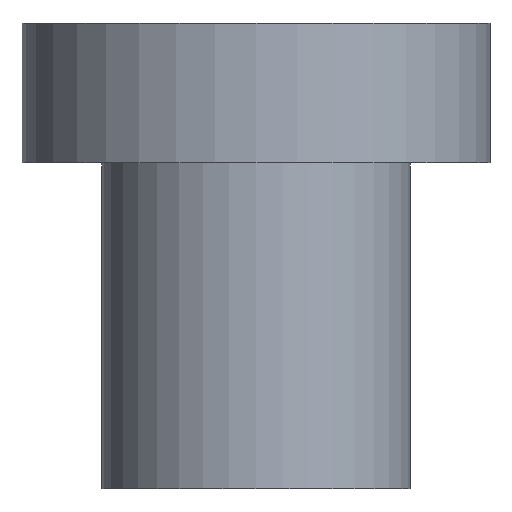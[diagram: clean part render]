
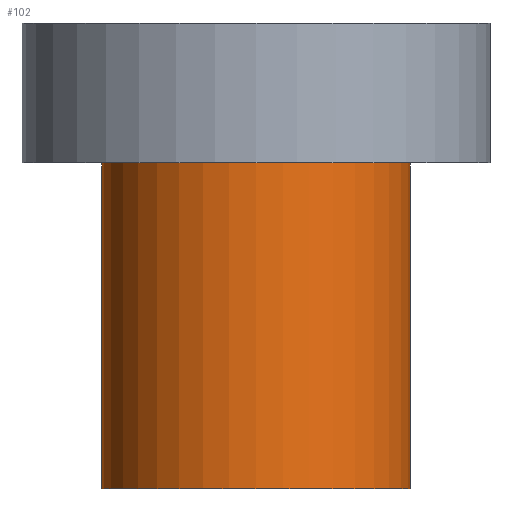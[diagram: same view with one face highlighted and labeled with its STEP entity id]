
A CAD part, front view. The second image highlights one B-rep face of the part: STEP entity #102.
In plain terms, the highlighted cylindrical face has radius 2.6 mm (diameter 5.2 mm), a full revolution.
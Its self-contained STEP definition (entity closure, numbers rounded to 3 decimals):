
#17=CYLINDRICAL_SURFACE('',#129,2.6);
#29=FACE_OUTER_BOUND('',#38,.T.);
#38=EDGE_LOOP('',(#90,#91,#92,#93));
#44=LINE('',#190,#48);
#48=VECTOR('',#163,2.6);
#54=CIRCLE('',#127,2.6);
#55=CIRCLE('',#130,2.6);
#61=VERTEX_POINT('',#183);
#62=VERTEX_POINT('',#188);
#70=EDGE_CURVE('',#61,#61,#54,.T.);
#72=EDGE_CURVE('',#62,#62,#55,.T.);
#73=EDGE_CURVE('',#62,#61,#44,.T.);
#90=ORIENTED_EDGE('',*,*,#72,.F.);
#91=ORIENTED_EDGE('',*,*,#73,.T.);
#92=ORIENTED_EDGE('',*,*,#70,.F.);
#93=ORIENTED_EDGE('',*,*,#73,.F.);
#102=ADVANCED_FACE('',(#29),#17,.T.);
#127=AXIS2_PLACEMENT_3D('',#184,#154,#155);
#129=AXIS2_PLACEMENT_3D('',#187,#159,#160);
#130=AXIS2_PLACEMENT_3D('',#189,#161,#162);
#154=DIRECTION('center_axis',(0.,0.,1.));
#155=DIRECTION('ref_axis',(1.,0.,0.));
#159=DIRECTION('center_axis',(0.,0.,-1.));
#160=DIRECTION('ref_axis',(1.,0.,0.));
#161=DIRECTION('center_axis',(0.,0.,-1.));
#162=DIRECTION('ref_axis',(1.,0.,0.));
#163=DIRECTION('',(0.,0.,1.));
#183=CARTESIAN_POINT('',(-2.6,0.,0.));
#184=CARTESIAN_POINT('Origin',(0.,0.,0.));
#187=CARTESIAN_POINT('Origin',(0.,0.,0.));
#188=CARTESIAN_POINT('',(-2.6,0.,-5.5));
#189=CARTESIAN_POINT('Origin',(0.,0.,-5.5));
#190=CARTESIAN_POINT('',(-2.6,0.,0.));
